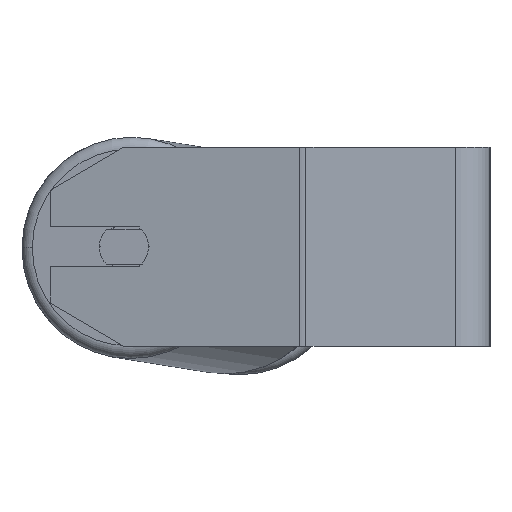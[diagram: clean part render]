
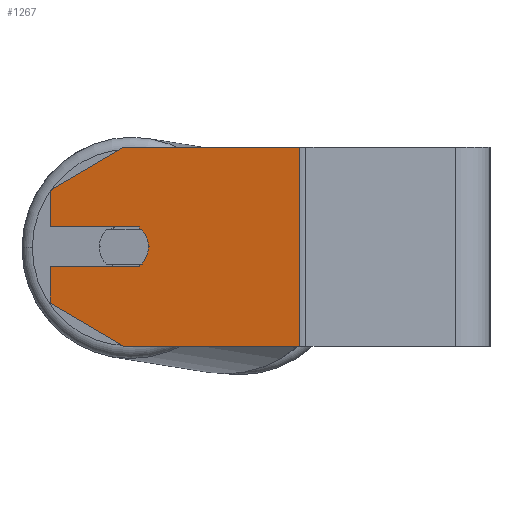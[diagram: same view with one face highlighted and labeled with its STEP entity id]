
A CAD part, left-side view. The second image highlights one B-rep face of the part: STEP entity #1267.
In plain terms, the highlighted planar face has unit normal (-0.985, 0.174, 0).
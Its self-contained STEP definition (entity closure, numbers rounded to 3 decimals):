
#129 = VERTEX_POINT ( 'NONE', #3655 ) ;
#324 = EDGE_LOOP ( 'NONE', ( #5556, #3871, #4432, #8210, #1359, #915, #4470, #6152, #5119, #7766, #7984 ) ) ;
#388 = DIRECTION ( 'NONE',  ( -0.174, -0.985, 0. ) ) ;
#407 = LINE ( 'NONE', #3702, #2401 ) ;
#481 = LINE ( 'NONE', #7827, #7380 ) ;
#846 = DIRECTION ( 'NONE',  ( -0.985, 0.174, 0. ) ) ;
#915 = ORIENTED_EDGE ( 'NONE', *, *, #8624, .F. ) ;
#1097 = DIRECTION ( 'NONE',  ( -0.174, -0.985, 0. ) ) ;
#1180 = LINE ( 'NONE', #7299, #5521 ) ;
#1233 = VECTOR ( 'NONE', #2510, 1000. ) ;
#1267 = ADVANCED_FACE ( 'NONE', ( #6456 ), #3747, .F. ) ;
#1359 = ORIENTED_EDGE ( 'NONE', *, *, #2413, .T. ) ;
#1373 = VERTEX_POINT ( 'NONE', #4922 ) ;
#1382 = CARTESIAN_POINT ( 'NONE',  ( -382.096, 176.727, 22.679 ) ) ;
#1495 = VECTOR ( 'NONE', #5100, 1000. ) ;
#1864 = EDGE_CURVE ( 'NONE', #7005, #4079, #407, .T. ) ;
#1928 = CARTESIAN_POINT ( 'NONE',  ( -389.042, 137.335, 0. ) ) ;
#1931 = DIRECTION ( 'NONE',  ( -0.15, -0.853, -0.5 ) ) ;
#2315 = EDGE_CURVE ( 'NONE', #1373, #129, #1180, .T. ) ;
#2401 = VECTOR ( 'NONE', #3750, 1000. ) ;
#2413 = EDGE_CURVE ( 'NONE', #2480, #6149, #481, .T. ) ;
#2443 = AXIS2_PLACEMENT_3D ( 'NONE', #4286, #846, #5527 ) ;
#2480 = VERTEX_POINT ( 'NONE', #4673 ) ;
#2496 = VECTOR ( 'NONE', #4815, 1000. ) ;
#2497 = DIRECTION ( 'NONE',  ( -0.174, -0.985, 0. ) ) ;
#2503 = DIRECTION ( 'NONE',  ( 0.985, -0.174, 0. ) ) ;
#2510 = DIRECTION ( 'NONE',  ( 0.15, 0.853, -0.5 ) ) ;
#2586 = CARTESIAN_POINT ( 'NONE',  ( -387.305, 147.183, -40. ) ) ;
#2589 = CIRCLE ( 'NONE', #2443, 10. ) ;
#2620 = LINE ( 'NONE', #3284, #7581 ) ;
#2809 = EDGE_CURVE ( 'NONE', #7601, #7431, #4393, .T. ) ;
#3217 = DIRECTION ( 'NONE',  ( 0.174, 0.985, 0. ) ) ;
#3284 = CARTESIAN_POINT ( 'NONE',  ( -382.096, 176.727, 40. ) ) ;
#3489 = LINE ( 'NONE', #8285, #2496 ) ;
#3655 = CARTESIAN_POINT ( 'NONE',  ( -399.787, 76.394, 40. ) ) ;
#3678 = CARTESIAN_POINT ( 'NONE',  ( -382.096, 176.727, 40. ) ) ;
#3702 = CARTESIAN_POINT ( 'NONE',  ( -388.347, 141.274, 8. ) ) ;
#3708 = CARTESIAN_POINT ( 'NONE',  ( -382.096, 176.727, 22.679 ) ) ;
#3726 = LINE ( 'NONE', #3678, #1495 ) ;
#3747 = PLANE ( 'NONE',  #7646 ) ;
#3750 = DIRECTION ( 'NONE',  ( 0.174, 0.985, 0. ) ) ;
#3757 = CARTESIAN_POINT ( 'NONE',  ( -382.096, 176.727, -22.679 ) ) ;
#3833 = VECTOR ( 'NONE', #388, 1000. ) ;
#3871 = ORIENTED_EDGE ( 'NONE', *, *, #2809, .F. ) ;
#4002 = LINE ( 'NONE', #2586, #8561 ) ;
#4079 = VERTEX_POINT ( 'NONE', #6839 ) ;
#4286 = CARTESIAN_POINT ( 'NONE',  ( -387.305, 147.183, 0. ) ) ;
#4320 = CIRCLE ( 'NONE', #6736, 10. ) ;
#4393 = LINE ( 'NONE', #7105, #3833 ) ;
#4432 = ORIENTED_EDGE ( 'NONE', *, *, #5286, .T. ) ;
#4470 = ORIENTED_EDGE ( 'NONE', *, *, #2315, .F. ) ;
#4508 = DIRECTION ( 'NONE',  ( -0.174, -0.985, 0. ) ) ;
#4538 = EDGE_CURVE ( 'NONE', #7431, #4935, #2589, .T. ) ;
#4604 = CARTESIAN_POINT ( 'NONE',  ( -388.347, 141.274, 8. ) ) ;
#4613 = DIRECTION ( 'NONE',  ( 0., 0., -1. ) ) ;
#4640 = DIRECTION ( 'NONE',  ( -0.985, 0.174, 0. ) ) ;
#4673 = CARTESIAN_POINT ( 'NONE',  ( -387.305, 147.183, -40. ) ) ;
#4680 = EDGE_CURVE ( 'NONE', #8403, #2480, #4002, .T. ) ;
#4815 = DIRECTION ( 'NONE',  ( 0., 0., -1. ) ) ;
#4922 = CARTESIAN_POINT ( 'NONE',  ( -387.305, 147.183, 40. ) ) ;
#4935 = VERTEX_POINT ( 'NONE', #1928 ) ;
#4993 = CARTESIAN_POINT ( 'NONE',  ( -399.787, 76.394, -40. ) ) ;
#5100 = DIRECTION ( 'NONE',  ( 0., 0., -1. ) ) ;
#5119 = ORIENTED_EDGE ( 'NONE', *, *, #5399, .T. ) ;
#5286 = EDGE_CURVE ( 'NONE', #7601, #8403, #3726, .T. ) ;
#5399 = EDGE_CURVE ( 'NONE', #7026, #4079, #2620, .T. ) ;
#5521 = VECTOR ( 'NONE', #1097, 1000. ) ;
#5527 = DIRECTION ( 'NONE',  ( -0.174, -0.985, 0. ) ) ;
#5556 = ORIENTED_EDGE ( 'NONE', *, *, #4538, .F. ) ;
#5693 = CARTESIAN_POINT ( 'NONE',  ( -382.096, 176.727, -8. ) ) ;
#5753 = LINE ( 'NONE', #3708, #1233 ) ;
#5969 = CARTESIAN_POINT ( 'NONE',  ( -388.347, 141.274, -8. ) ) ;
#6059 = CARTESIAN_POINT ( 'NONE',  ( -387.305, 147.183, 0. ) ) ;
#6149 = VERTEX_POINT ( 'NONE', #4993 ) ;
#6152 = ORIENTED_EDGE ( 'NONE', *, *, #8295, .T. ) ;
#6211 = EDGE_CURVE ( 'NONE', #4935, #7005, #4320, .T. ) ;
#6456 = FACE_OUTER_BOUND ( 'NONE', #324, .T. ) ;
#6736 = AXIS2_PLACEMENT_3D ( 'NONE', #6059, #4640, #4508 ) ;
#6839 = CARTESIAN_POINT ( 'NONE',  ( -382.096, 176.727, 8. ) ) ;
#7005 = VERTEX_POINT ( 'NONE', #4604 ) ;
#7026 = VERTEX_POINT ( 'NONE', #1382 ) ;
#7105 = CARTESIAN_POINT ( 'NONE',  ( -388.347, 141.274, -8. ) ) ;
#7299 = CARTESIAN_POINT ( 'NONE',  ( -382.096, 176.727, 40. ) ) ;
#7380 = VECTOR ( 'NONE', #2497, 1000. ) ;
#7431 = VERTEX_POINT ( 'NONE', #5969 ) ;
#7581 = VECTOR ( 'NONE', #4613, 1000. ) ;
#7601 = VERTEX_POINT ( 'NONE', #5693 ) ;
#7646 = AXIS2_PLACEMENT_3D ( 'NONE', #8593, #2503, #3217 ) ;
#7766 = ORIENTED_EDGE ( 'NONE', *, *, #1864, .F. ) ;
#7827 = CARTESIAN_POINT ( 'NONE',  ( -382.096, 176.727, -40. ) ) ;
#7984 = ORIENTED_EDGE ( 'NONE', *, *, #6211, .F. ) ;
#8210 = ORIENTED_EDGE ( 'NONE', *, *, #4680, .T. ) ;
#8285 = CARTESIAN_POINT ( 'NONE',  ( -399.787, 76.394, 40. ) ) ;
#8295 = EDGE_CURVE ( 'NONE', #1373, #7026, #5753, .T. ) ;
#8403 = VERTEX_POINT ( 'NONE', #3757 ) ;
#8561 = VECTOR ( 'NONE', #1931, 1000. ) ;
#8593 = CARTESIAN_POINT ( 'NONE',  ( -382.096, 176.727, 40. ) ) ;
#8624 = EDGE_CURVE ( 'NONE', #129, #6149, #3489, .T. ) ;
